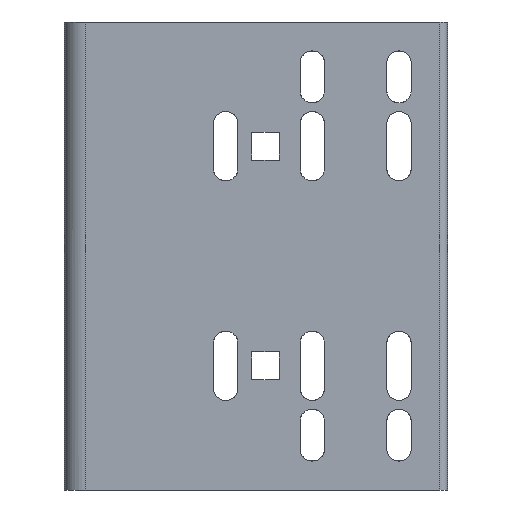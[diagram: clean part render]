
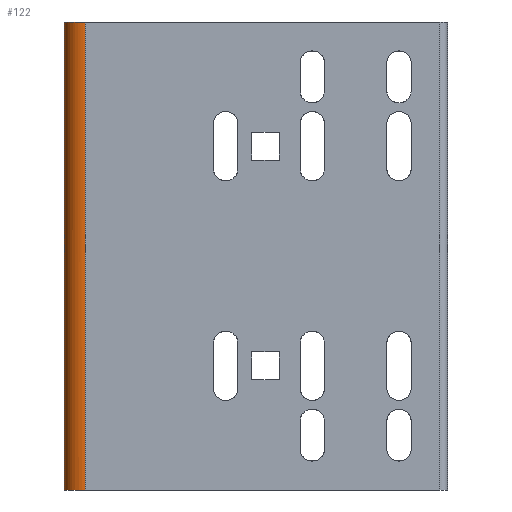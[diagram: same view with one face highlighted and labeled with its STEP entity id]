
A CAD part, left-side view. The second image highlights one B-rep face of the part: STEP entity #122.
In plain terms, the highlighted free-form (B-spline) face has degree [2, 1] with [9, 2] control points.
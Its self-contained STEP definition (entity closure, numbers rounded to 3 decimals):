
#122=ADVANCED_FACE('',(#346),#3933,.T.);
#346=FACE_OUTER_BOUND('',#644,.T.);
#644=EDGE_LOOP('',(#1308,#1309,#1310,#1311));
#1308=ORIENTED_EDGE('',*,*,#2442,.F.);
#1309=ORIENTED_EDGE('',*,*,#2445,.F.);
#1310=ORIENTED_EDGE('',*,*,#2446,.T.);
#1311=ORIENTED_EDGE('',*,*,#2447,.F.);
#2442=EDGE_CURVE('',#3809,#3655,#3380,.T.);
#2445=EDGE_CURVE('',#3808,#3809,#2928,.T.);
#2446=EDGE_CURVE('',#3808,#3656,#2929,.T.);
#2447=EDGE_CURVE('',#3655,#3656,#2930,.T.);
#2928=(
BOUNDED_CURVE()
B_SPLINE_CURVE(2,(#7365,#7366,#7367,#7368,#7369),.UNSPECIFIED.,.F.,.F.)
B_SPLINE_CURVE_WITH_KNOTS((3,2,3),(0.,9.425,18.85),
 .UNSPECIFIED.)
CURVE()
GEOMETRIC_REPRESENTATION_ITEM()
RATIONAL_B_SPLINE_CURVE((1.,0.707,1.,0.707,1.))
REPRESENTATION_ITEM('')
);
#2929=(
BOUNDED_CURVE()
B_SPLINE_CURVE(1,(#7370,#7371),.UNSPECIFIED.,.F.,.F.)
B_SPLINE_CURVE_WITH_KNOTS((2,2),(0.,135.),.UNSPECIFIED.)
CURVE()
GEOMETRIC_REPRESENTATION_ITEM()
RATIONAL_B_SPLINE_CURVE((1.,1.))
REPRESENTATION_ITEM('')
);
#2930=(
BOUNDED_CURVE()
B_SPLINE_CURVE(2,(#7372,#7373,#7374,#7375,#7376),.UNSPECIFIED.,.F.,.F.)
B_SPLINE_CURVE_WITH_KNOTS((3,2,3),(0.,9.425,18.85),
 .UNSPECIFIED.)
CURVE()
GEOMETRIC_REPRESENTATION_ITEM()
RATIONAL_B_SPLINE_CURVE((1.,0.707,1.,0.707,1.))
REPRESENTATION_ITEM('')
);
#3380=B_SPLINE_CURVE_WITH_KNOTS('',1,(#7359,#7360),.UNSPECIFIED.,.F.,.F.,
(2,2),(-135.,0.),.UNSPECIFIED.);
#3655=VERTEX_POINT('',#6389);
#3656=VERTEX_POINT('',#6390);
#3808=VERTEX_POINT('',#6542);
#3809=VERTEX_POINT('',#6543);
#3933=(
BOUNDED_SURFACE()
B_SPLINE_SURFACE(2,1,((#4524,#4525),(#4526,#4527),(#4528,#4529),(#4530,
#4531),(#4532,#4533),(#4534,#4535),(#4536,#4537),(#4538,#4539),(#4540,#4541)),
 .UNSPECIFIED.,.T.,.F.,.F.)
B_SPLINE_SURFACE_WITH_KNOTS((3,2,2,2,3),(2,2),(0.,1.571,3.142,
4.712,6.283),(0.,162.6),.UNSPECIFIED.)
GEOMETRIC_REPRESENTATION_ITEM()
RATIONAL_B_SPLINE_SURFACE(((1.,1.),(0.707,0.707),
(1.,1.),(0.707,0.707),(1.,1.),(0.707,
0.707),(1.,1.),(0.707,0.707),(1.,1.)))
REPRESENTATION_ITEM('')
SURFACE()
);
#4524=CARTESIAN_POINT('',(-194.,98.5,-81.3));
#4525=CARTESIAN_POINT('',(-194.,98.5,81.3));
#4526=CARTESIAN_POINT('',(-188.,98.5,-81.3));
#4527=CARTESIAN_POINT('',(-188.,98.5,81.3));
#4528=CARTESIAN_POINT('',(-188.,104.5,-81.3));
#4529=CARTESIAN_POINT('',(-188.,104.5,81.3));
#4530=CARTESIAN_POINT('',(-188.,110.5,-81.3));
#4531=CARTESIAN_POINT('',(-188.,110.5,81.3));
#4532=CARTESIAN_POINT('',(-194.,110.5,-81.3));
#4533=CARTESIAN_POINT('',(-194.,110.5,81.3));
#4534=CARTESIAN_POINT('',(-200.,110.5,-81.3));
#4535=CARTESIAN_POINT('',(-200.,110.5,81.3));
#4536=CARTESIAN_POINT('',(-200.,104.5,-81.3));
#4537=CARTESIAN_POINT('',(-200.,104.5,81.3));
#4538=CARTESIAN_POINT('',(-200.,98.5,-81.3));
#4539=CARTESIAN_POINT('',(-200.,98.5,81.3));
#4540=CARTESIAN_POINT('',(-194.,98.5,-81.3));
#4541=CARTESIAN_POINT('',(-194.,98.5,81.3));
#6389=CARTESIAN_POINT('',(-188.,104.5,67.5));
#6390=CARTESIAN_POINT('',(-200.,104.5,67.5));
#6542=CARTESIAN_POINT('',(-200.,104.5,-67.5));
#6543=CARTESIAN_POINT('',(-188.,104.5,-67.5));
#7359=CARTESIAN_POINT('',(-188.,104.5,-67.5));
#7360=CARTESIAN_POINT('',(-188.,104.5,67.5));
#7365=CARTESIAN_POINT('',(-200.,104.5,-67.5));
#7366=CARTESIAN_POINT('',(-200.,110.5,-67.5));
#7367=CARTESIAN_POINT('',(-194.,110.5,-67.5));
#7368=CARTESIAN_POINT('',(-188.,110.5,-67.5));
#7369=CARTESIAN_POINT('',(-188.,104.5,-67.5));
#7370=CARTESIAN_POINT('',(-200.,104.5,-67.5));
#7371=CARTESIAN_POINT('',(-200.,104.5,67.5));
#7372=CARTESIAN_POINT('',(-188.,104.5,67.5));
#7373=CARTESIAN_POINT('',(-188.,110.5,67.5));
#7374=CARTESIAN_POINT('',(-194.,110.5,67.5));
#7375=CARTESIAN_POINT('',(-200.,110.5,67.5));
#7376=CARTESIAN_POINT('',(-200.,104.5,67.5));
